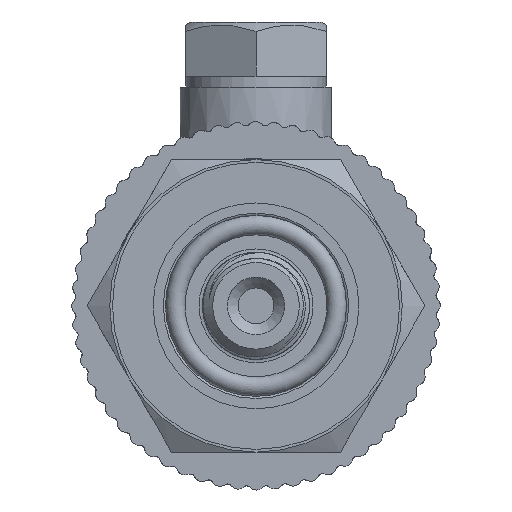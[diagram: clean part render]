
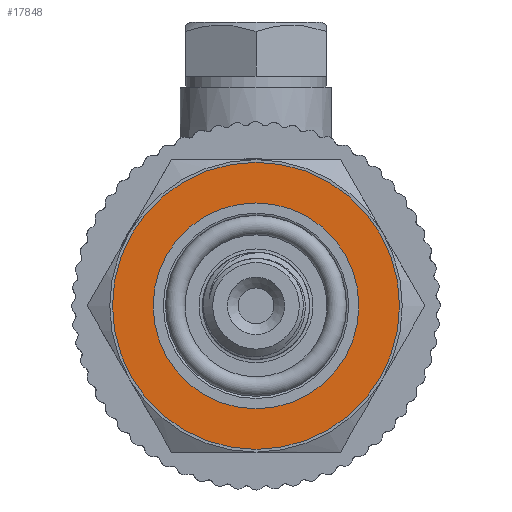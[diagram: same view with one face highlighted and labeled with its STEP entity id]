
A CAD part, left-side view. The second image highlights one B-rep face of the part: STEP entity #17848.
In plain terms, the highlighted planar face has unit normal (-1, 0, 0).
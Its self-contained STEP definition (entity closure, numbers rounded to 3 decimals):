
#155=PLANE('',#18795);
#774=FACE_BOUND('',#2252,.T.);
#1226=FACE_OUTER_BOUND('',#2251,.T.);
#2251=EDGE_LOOP('',(#13473));
#2252=EDGE_LOOP('',(#13474));
#3050=CIRCLE('',#18779,13.25);
#3059=CIRCLE('',#18794,9.5);
#7454=VERTEX_POINT('',#41559);
#7464=VERTEX_POINT('',#43054);
#9663=EDGE_CURVE('',#7454,#7454,#3050,.T.);
#9683=EDGE_CURVE('',#7464,#7464,#3059,.T.);
#13473=ORIENTED_EDGE('',*,*,#9663,.T.);
#13474=ORIENTED_EDGE('',*,*,#9683,.T.);
#17848=ADVANCED_FACE('',(#1226,#774),#155,.T.);
#18779=AXIS2_PLACEMENT_3D('',#41560,#20528,#20529);
#18794=AXIS2_PLACEMENT_3D('',#43055,#20561,#20562);
#18795=AXIS2_PLACEMENT_3D('',#43057,#20564,#20565);
#20528=DIRECTION('center_axis',(-1.,0.,0.));
#20529=DIRECTION('ref_axis',(0.,1.,0.));
#20561=DIRECTION('center_axis',(1.,0.,0.));
#20562=DIRECTION('ref_axis',(0.,0.,-1.));
#20564=DIRECTION('center_axis',(-1.,0.,0.));
#20565=DIRECTION('ref_axis',(0.,0.,1.));
#41559=CARTESIAN_POINT('',(-48.,-13.25,0.));
#41560=CARTESIAN_POINT('Origin',(-48.,0.,0.));
#43054=CARTESIAN_POINT('',(-48.,-9.5,0.));
#43055=CARTESIAN_POINT('Origin',(-48.,0.,0.));
#43057=CARTESIAN_POINT('Origin',(-48.,13.5,0.));
